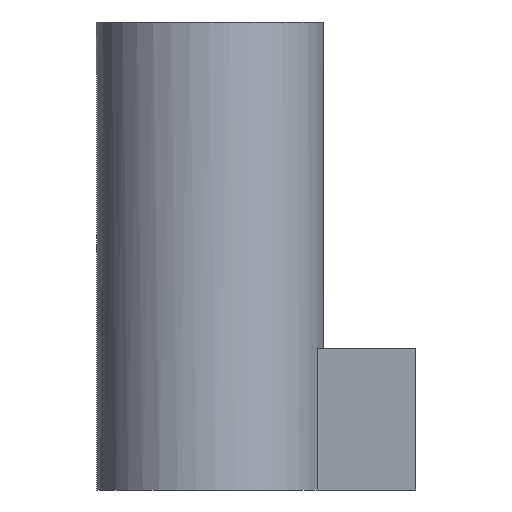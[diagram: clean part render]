
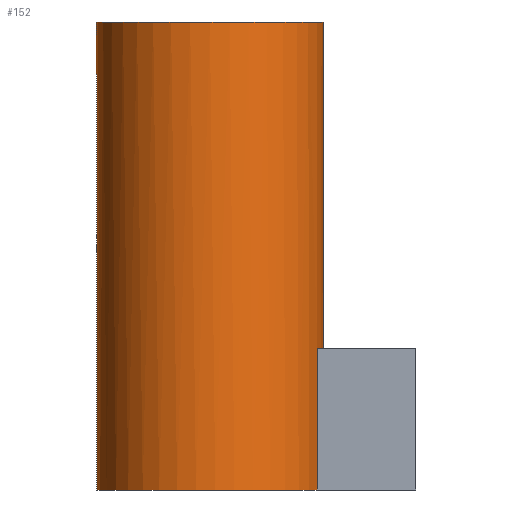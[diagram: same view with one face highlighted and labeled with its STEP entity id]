
A CAD part, front view. The second image highlights one B-rep face of the part: STEP entity #152.
In plain terms, the highlighted cylindrical face has radius 4 mm (diameter 8 mm), a full revolution.
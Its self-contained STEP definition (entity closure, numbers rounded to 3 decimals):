
#23=FACE_BOUND('',#36,.T.);
#25=FACE_OUTER_BOUND('',#35,.T.);
#35=EDGE_LOOP('',(#112,#113,#114,#115));
#36=EDGE_LOOP('',(#116));
#47=LINE('',#231,#61);
#48=LINE('',#234,#62);
#61=VECTOR('',#185,1000.);
#62=VECTOR('',#188,1000.);
#75=CIRCLE('',#165,4.);
#76=CIRCLE('',#166,4.);
#77=CIRCLE('',#167,4.);
#80=VERTEX_POINT('',#227);
#81=VERTEX_POINT('',#228);
#82=VERTEX_POINT('',#230);
#83=VERTEX_POINT('',#232);
#84=VERTEX_POINT('',#235);
#93=EDGE_CURVE('',#80,#81,#75,.T.);
#94=EDGE_CURVE('',#81,#82,#47,.T.);
#95=EDGE_CURVE('',#83,#82,#76,.T.);
#96=EDGE_CURVE('',#80,#83,#48,.T.);
#97=EDGE_CURVE('',#84,#84,#77,.T.);
#112=ORIENTED_EDGE('',*,*,#93,.T.);
#113=ORIENTED_EDGE('',*,*,#94,.T.);
#114=ORIENTED_EDGE('',*,*,#95,.F.);
#115=ORIENTED_EDGE('',*,*,#96,.F.);
#116=ORIENTED_EDGE('',*,*,#97,.T.);
#150=CYLINDRICAL_SURFACE('',#164,4.);
#152=ADVANCED_FACE('',(#25,#23),#150,.T.);
#164=AXIS2_PLACEMENT_3D('',#226,#181,#182);
#165=AXIS2_PLACEMENT_3D('',#229,#183,#184);
#166=AXIS2_PLACEMENT_3D('',#233,#186,#187);
#167=AXIS2_PLACEMENT_3D('',#236,#189,#190);
#181=DIRECTION('center_axis',(0.,0.,1.));
#182=DIRECTION('ref_axis',(1.,0.,0.));
#183=DIRECTION('center_axis',(0.,0.,1.));
#184=DIRECTION('ref_axis',(-1.,0.,0.));
#185=DIRECTION('',(0.,0.,-1.));
#186=DIRECTION('center_axis',(0.,0.,-1.));
#187=DIRECTION('ref_axis',(-1.,0.,0.));
#188=DIRECTION('',(0.,0.,-1.));
#189=DIRECTION('center_axis',(0.,0.,-1.));
#190=DIRECTION('ref_axis',(-1.,0.,0.));
#226=CARTESIAN_POINT('Origin',(0.,0.,0.));
#227=CARTESIAN_POINT('',(3.783,-1.3,5.));
#228=CARTESIAN_POINT('',(3.783,1.3,5.));
#229=CARTESIAN_POINT('Origin',(0.,0.,5.));
#230=CARTESIAN_POINT('',(3.783,1.3,0.));
#231=CARTESIAN_POINT('',(3.783,1.3,5.));
#232=CARTESIAN_POINT('',(3.783,-1.3,0.));
#233=CARTESIAN_POINT('Origin',(0.,0.,0.));
#234=CARTESIAN_POINT('',(3.783,-1.3,5.));
#235=CARTESIAN_POINT('',(4.,0.,16.5));
#236=CARTESIAN_POINT('Origin',(0.,0.,16.5));
